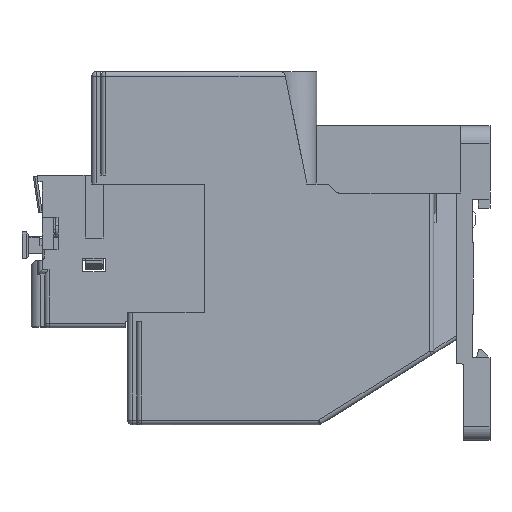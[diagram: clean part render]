
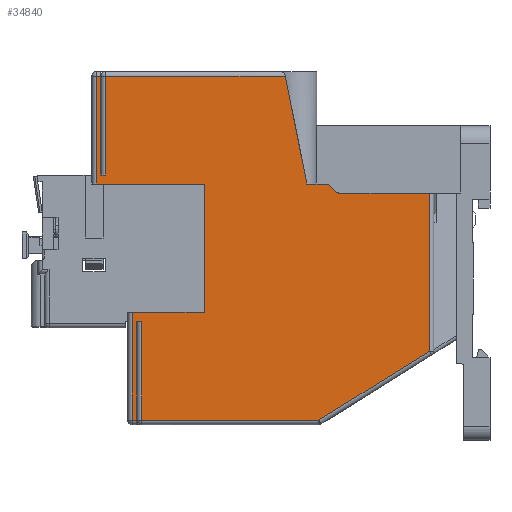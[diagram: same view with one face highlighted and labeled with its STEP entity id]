
A CAD part, left-side view. The second image highlights one B-rep face of the part: STEP entity #34840.
In plain terms, the highlighted planar face has unit normal (-1, 0, 0).
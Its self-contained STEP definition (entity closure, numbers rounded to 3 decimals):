
#8256=DIRECTION('',(0.,0.,-1.));
#8257=VECTOR('',#8256,35.168);
#8258=CARTESIAN_POINT('',(-68.188,-16.752,29.));
#8259=LINE('',#8258,#8257);
#8264=DIRECTION('',(0.,-1.,0.));
#8265=VECTOR('',#8264,1.);
#8266=CARTESIAN_POINT('',(-68.188,56.248,33.));
#8267=LINE('',#8266,#8265);
#8268=DIRECTION('',(0.,0.196,0.981));
#8269=VECTOR('',#8268,24.475);
#8270=CARTESIAN_POINT('',(-68.188,10.448,31.));
#8271=LINE('',#8270,#8269);
#8272=CARTESIAN_POINT('',(-68.188,6.162,30.));
#8273=DIRECTION('',(1.,0.,0.));
#8274=DIRECTION('',(0.,0.,1.));
#8275=AXIS2_PLACEMENT_3D('',#8272,#8273,#8274);
#8277=DIRECTION('',(0.,0.707,0.707));
#8278=VECTOR('',#8277,2.);
#8279=CARTESIAN_POINT('',(-68.188,4.041,29.293));
#8280=LINE('',#8279,#8278);
#8281=CARTESIAN_POINT('',(-68.188,3.334,30.));
#8282=DIRECTION('',(1.,0.,0.));
#8283=DIRECTION('',(0.,0.,-1.));
#8284=AXIS2_PLACEMENT_3D('',#8281,#8282,#8283);
#8286=DIRECTION('',(0.,-0.848,0.53));
#8287=VECTOR('',#8286,28.933);
#8288=CARTESIAN_POINT('',(-68.188,7.785,-21.5));
#8289=LINE('',#8288,#8287);
#8290=DIRECTION('',(0.,1.,0.));
#8291=VECTOR('',#8290,1.);
#8292=CARTESIAN_POINT('',(-68.188,47.248,
0.5));
#8293=LINE('',#8292,#8291);
#8294=DIRECTION('',(0.,1.,0.));
#8295=VECTOR('',#8294,16.);
#8296=CARTESIAN_POINT('',(-68.188,33.248,2.5));
#8297=LINE('',#8296,#8295);
#8302=DIRECTION('',(0.,0.,1.));
#8303=VECTOR('',#8302,24.);
#8304=CARTESIAN_POINT('',(-68.188,57.248,31.));
#8305=LINE('',#8304,#8303);
#8361=DIRECTION('',(0.,1.,0.));
#8362=VECTOR('',#8361,24.);
#8363=CARTESIAN_POINT('',(-68.188,33.248,31.));
#8364=LINE('',#8363,#8362);
#8377=DIRECTION('',(0.,0.,1.));
#8378=VECTOR('',#8377,28.5);
#8379=CARTESIAN_POINT('',(-68.188,33.248,2.5));
#8380=LINE('',#8379,#8378);
#10924=DIRECTION('',(0.,0.,-1.));
#10925=VECTOR('',#10924,22.);
#10926=CARTESIAN_POINT('',(-68.188,56.248,55.));
#10927=LINE('',#10926,#10925);
#11564=DIRECTION('',(0.,-1.,0.));
#11565=VECTOR('',#11564,20.086);
#11566=CARTESIAN_POINT('',(-68.188,3.334,29.));
#11567=LINE('',#11566,#11565);
#11625=DIRECTION('',(0.,-1.,0.));
#11626=VECTOR('',#11625,4.286);
#11627=CARTESIAN_POINT('',(-68.188,10.448,31.));
#11628=LINE('',#11627,#11626);
#15652=DIRECTION('',(0.,0.,-1.));
#15653=VECTOR('',#15652,22.);
#15654=CARTESIAN_POINT('',(-68.188,48.248,
0.5));
#15655=LINE('',#15654,#15653);
#15800=DIRECTION('',(0.,0.,1.));
#15801=VECTOR('',#15800,22.);
#15802=CARTESIAN_POINT('',(-68.188,47.248,-21.5));
#15803=LINE('',#15802,#15801);
#15815=DIRECTION('',(0.,1.,0.));
#15816=VECTOR('',#15815,39.463);
#15817=CARTESIAN_POINT('',(-68.188,7.785,-21.5));
#15818=LINE('',#15817,#15816);
#17352=DIRECTION('',(0.,0.,1.));
#17353=VECTOR('',#17352,22.);
#17354=CARTESIAN_POINT('',(-68.188,55.248,33.));
#17355=LINE('',#17354,#17353);
#17356=DIRECTION('',(0.,-1.,0.));
#17357=VECTOR('',#17356,40.);
#17358=CARTESIAN_POINT('',(-68.188,55.248,55.));
#17359=LINE('',#17358,#17357);
#19169=DIRECTION('',(0.,1.,0.));
#19170=VECTOR('',#19169,1.);
#19171=CARTESIAN_POINT('',(-68.188,48.248,-21.5));
#19172=LINE('',#19171,#19170);
#19181=DIRECTION('',(0.,0.,1.));
#19182=VECTOR('',#19181,24.);
#19183=CARTESIAN_POINT('',(-68.188,49.248,-21.5));
#19184=LINE('',#19183,#19182);
#23479=DIRECTION('',(0.,-1.,0.));
#23480=VECTOR('',#23479,1.);
#23481=CARTESIAN_POINT('',(-68.188,57.248,55.));
#23482=LINE('',#23481,#23480);
#27941=CARTESIAN_POINT('',(-68.188,-16.752,
-6.168));
#27942=VERTEX_POINT('',#27941);
#27943=CARTESIAN_POINT('',(-68.188,-16.752,29.));
#27944=VERTEX_POINT('',#27943);
#27945=CARTESIAN_POINT('',(-68.188,33.248,31.));
#27946=CARTESIAN_POINT('',(-68.188,57.248,31.));
#27947=VERTEX_POINT('',#27945);
#27948=VERTEX_POINT('',#27946);
#27949=CARTESIAN_POINT('',(-68.188,33.248,2.5));
#27950=VERTEX_POINT('',#27949);
#27951=CARTESIAN_POINT('',(-68.188,49.248,2.5));
#27952=VERTEX_POINT('',#27951);
#27953=CARTESIAN_POINT('',(-68.188,49.248,-21.5));
#27954=VERTEX_POINT('',#27953);
#27955=CARTESIAN_POINT('',(-68.188,48.248,-21.5));
#27956=VERTEX_POINT('',#27955);
#27957=CARTESIAN_POINT('',(-68.188,48.248,
0.5));
#27958=VERTEX_POINT('',#27957);
#27959=CARTESIAN_POINT('',(-68.188,47.248,
0.5));
#27960=VERTEX_POINT('',#27959);
#27961=CARTESIAN_POINT('',(-68.188,47.248,-21.5));
#27962=VERTEX_POINT('',#27961);
#27963=CARTESIAN_POINT('',(-68.188,7.785,-21.5));
#27964=VERTEX_POINT('',#27963);
#27965=CARTESIAN_POINT('',(-68.188,3.334,29.));
#27966=VERTEX_POINT('',#27965);
#27967=CARTESIAN_POINT('',(-68.188,4.041,
29.293));
#27968=VERTEX_POINT('',#27967);
#27969=CARTESIAN_POINT('',(-68.188,5.455,
30.707));
#27970=VERTEX_POINT('',#27969);
#27971=CARTESIAN_POINT('',(-68.188,6.162,31.));
#27972=VERTEX_POINT('',#27971);
#27973=CARTESIAN_POINT('',(-68.188,10.448,31.));
#27974=VERTEX_POINT('',#27973);
#27975=CARTESIAN_POINT('',(-68.188,15.248,55.));
#27976=VERTEX_POINT('',#27975);
#27977=CARTESIAN_POINT('',(-68.188,55.248,55.));
#27978=VERTEX_POINT('',#27977);
#27979=CARTESIAN_POINT('',(-68.188,55.248,33.));
#27980=VERTEX_POINT('',#27979);
#27981=CARTESIAN_POINT('',(-68.188,56.248,33.));
#27982=VERTEX_POINT('',#27981);
#27983=CARTESIAN_POINT('',(-68.188,56.248,55.));
#27984=VERTEX_POINT('',#27983);
#27985=CARTESIAN_POINT('',(-68.188,57.248,55.));
#27986=VERTEX_POINT('',#27985);
#34788=CARTESIAN_POINT('',(-68.188,48.248,
0.5));
#34789=DIRECTION('',(1.,0.,0.));
#34790=DIRECTION('',(0.,0.,-1.));
#34791=AXIS2_PLACEMENT_3D('',#34788,#34789,#34790);
#34792=PLANE('',#34791);
#34794=ORIENTED_EDGE('',*,*,#34793,.T.);
#34796=ORIENTED_EDGE('',*,*,#34795,.T.);
#34798=ORIENTED_EDGE('',*,*,#34797,.T.);
#34800=ORIENTED_EDGE('',*,*,#34799,.T.);
#34802=ORIENTED_EDGE('',*,*,#34801,.T.);
#34804=ORIENTED_EDGE('',*,*,#34803,.T.);
#34806=ORIENTED_EDGE('',*,*,#34805,.T.);
#34808=ORIENTED_EDGE('',*,*,#34807,.F.);
#34810=ORIENTED_EDGE('',*,*,#34809,.T.);
#34812=ORIENTED_EDGE('',*,*,#34811,.T.);
#34814=ORIENTED_EDGE('',*,*,#34813,.F.);
#34816=ORIENTED_EDGE('',*,*,#34815,.F.);
#34818=ORIENTED_EDGE('',*,*,#34817,.T.);
#34819=ORIENTED_EDGE('',*,*,#34779,.T.);
#34821=ORIENTED_EDGE('',*,*,#34820,.F.);
#34823=ORIENTED_EDGE('',*,*,#34822,.T.);
#34825=ORIENTED_EDGE('',*,*,#34824,.T.);
#34827=ORIENTED_EDGE('',*,*,#34826,.T.);
#34829=ORIENTED_EDGE('',*,*,#34828,.T.);
#34831=ORIENTED_EDGE('',*,*,#34830,.T.);
#34833=ORIENTED_EDGE('',*,*,#34832,.T.);
#34835=ORIENTED_EDGE('',*,*,#34834,.F.);
#34837=ORIENTED_EDGE('',*,*,#34836,.T.);
#34838=EDGE_LOOP('',(#34794,#34796,#34798,#34800,#34802,#34804,#34806,#34808,
#34810,#34812,#34814,#34816,#34818,#34819,#34821,#34823,#34825,#34827,#34829,
#34831,#34833,#34835,#34837));
#34839=FACE_OUTER_BOUND('',#34838,.F.);
#8276=CIRCLE('',#8275,1.);
#8285=CIRCLE('',#8284,1.);
#34779=EDGE_CURVE('',#27944,#27942,#8259,.T.);
#34793=EDGE_CURVE('',#27947,#27948,#8364,.T.);
#34795=EDGE_CURVE('',#27948,#27986,#8305,.T.);
#34797=EDGE_CURVE('',#27986,#27984,#23482,.T.);
#34799=EDGE_CURVE('',#27984,#27982,#10927,.T.);
#34801=EDGE_CURVE('',#27982,#27980,#8267,.T.);
#34803=EDGE_CURVE('',#27980,#27978,#17355,.T.);
#34805=EDGE_CURVE('',#27978,#27976,#17359,.T.);
#34807=EDGE_CURVE('',#27974,#27976,#8271,.T.);
#34809=EDGE_CURVE('',#27974,#27972,#11628,.T.);
#34811=EDGE_CURVE('',#27972,#27970,#8276,.T.);
#34813=EDGE_CURVE('',#27968,#27970,#8280,.T.);
#34815=EDGE_CURVE('',#27966,#27968,#8285,.T.);
#34817=EDGE_CURVE('',#27966,#27944,#11567,.T.);
#34820=EDGE_CURVE('',#27964,#27942,#8289,.T.);
#34822=EDGE_CURVE('',#27964,#27962,#15818,.T.);
#34824=EDGE_CURVE('',#27962,#27960,#15803,.T.);
#34826=EDGE_CURVE('',#27960,#27958,#8293,.T.);
#34828=EDGE_CURVE('',#27958,#27956,#15655,.T.);
#34830=EDGE_CURVE('',#27956,#27954,#19172,.T.);
#34832=EDGE_CURVE('',#27954,#27952,#19184,.T.);
#34834=EDGE_CURVE('',#27950,#27952,#8297,.T.);
#34836=EDGE_CURVE('',#27950,#27947,#8380,.T.);
#34840=ADVANCED_FACE('',(#34839),#34792,.F.);
